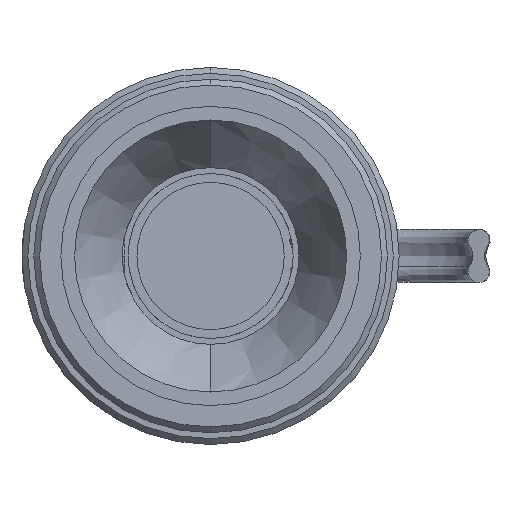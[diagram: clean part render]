
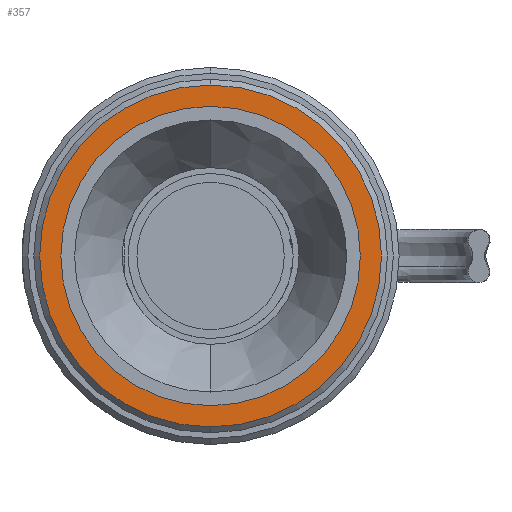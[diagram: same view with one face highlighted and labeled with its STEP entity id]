
A CAD part, left-side view. The second image highlights one B-rep face of the part: STEP entity #357.
In plain terms, the highlighted planar face has unit normal (-1, 0, 0).
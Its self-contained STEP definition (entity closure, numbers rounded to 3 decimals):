
#357 = ADVANCED_FACE ( 'NONE', ( #1911, #4696 ), #1044, .T. ) ;
#816 = VERTEX_POINT ( 'NONE', #4452 ) ;
#855 = CARTESIAN_POINT ( 'NONE',  ( 17.52, 0., 0. ) ) ;
#992 = AXIS2_PLACEMENT_3D ( 'NONE', #855, #2321, #5903 ) ;
#1044 = PLANE ( 'NONE',  #2278 ) ;
#1208 = EDGE_CURVE ( 'NONE', #3906, #5129, #1839, .T. ) ;
#1222 = ORIENTED_EDGE ( 'NONE', *, *, #2812, .T. ) ;
#1223 = CIRCLE ( 'NONE', #4564, 12.2 ) ;
#1240 = CARTESIAN_POINT ( 'NONE',  ( 17.52, 0., 0. ) ) ;
#1267 = DIRECTION ( 'NONE',  ( 0., 0., 1. ) ) ;
#1381 = EDGE_LOOP ( 'NONE', ( #2536, #4094 ) ) ;
#1688 = VERTEX_POINT ( 'NONE', #2923 ) ;
#1696 = EDGE_LOOP ( 'NONE', ( #3720, #1222 ) ) ;
#1774 = CIRCLE ( 'NONE', #4830, 14.5 ) ;
#1839 = CIRCLE ( 'NONE', #3569, 12.2 ) ;
#1907 = CARTESIAN_POINT ( 'NONE',  ( 17.52, 0., 0. ) ) ;
#1911 = FACE_OUTER_BOUND ( 'NONE', #1696, .T. ) ;
#2006 = DIRECTION ( 'NONE',  ( 0., 0., 1. ) ) ;
#2278 = AXIS2_PLACEMENT_3D ( 'NONE', #3772, #5599, #2006 ) ;
#2280 = CARTESIAN_POINT ( 'NONE',  ( 17.52, 0., 0. ) ) ;
#2321 = DIRECTION ( 'NONE',  ( -1., 0., 0. ) ) ;
#2536 = ORIENTED_EDGE ( 'NONE', *, *, #1208, .F. ) ;
#2726 = DIRECTION ( 'NONE',  ( -1., 0., 0. ) ) ;
#2805 = DIRECTION ( 'NONE',  ( 0., 0., 1. ) ) ;
#2812 = EDGE_CURVE ( 'NONE', #816, #1688, #4728, .T. ) ;
#2923 = CARTESIAN_POINT ( 'NONE',  ( 17.52, 0., -14.5 ) ) ;
#2965 = CARTESIAN_POINT ( 'NONE',  ( 17.52, 0., 12.2 ) ) ;
#3273 = EDGE_CURVE ( 'NONE', #1688, #816, #1774, .T. ) ;
#3362 = CARTESIAN_POINT ( 'NONE',  ( 17.52, 0., -12.2 ) ) ;
#3569 = AXIS2_PLACEMENT_3D ( 'NONE', #1240, #5374, #1267 ) ;
#3720 = ORIENTED_EDGE ( 'NONE', *, *, #3273, .T. ) ;
#3772 = CARTESIAN_POINT ( 'NONE',  ( 17.52, 12.7, 0. ) ) ;
#3906 = VERTEX_POINT ( 'NONE', #2965 ) ;
#4094 = ORIENTED_EDGE ( 'NONE', *, *, #5390, .F. ) ;
#4109 = DIRECTION ( 'NONE',  ( -1., 0., 0. ) ) ;
#4452 = CARTESIAN_POINT ( 'NONE',  ( 17.52, 0., 14.5 ) ) ;
#4525 = DIRECTION ( 'NONE',  ( 0., 0., 1. ) ) ;
#4564 = AXIS2_PLACEMENT_3D ( 'NONE', #1907, #2726, #2805 ) ;
#4696 = FACE_BOUND ( 'NONE', #1381, .T. ) ;
#4728 = CIRCLE ( 'NONE', #992, 14.5 ) ;
#4830 = AXIS2_PLACEMENT_3D ( 'NONE', #2280, #4109, #4525 ) ;
#5129 = VERTEX_POINT ( 'NONE', #3362 ) ;
#5374 = DIRECTION ( 'NONE',  ( -1., 0., 0. ) ) ;
#5390 = EDGE_CURVE ( 'NONE', #5129, #3906, #1223, .T. ) ;
#5599 = DIRECTION ( 'NONE',  ( -1., 0., 0. ) ) ;
#5903 = DIRECTION ( 'NONE',  ( 0., 0., 1. ) ) ;
